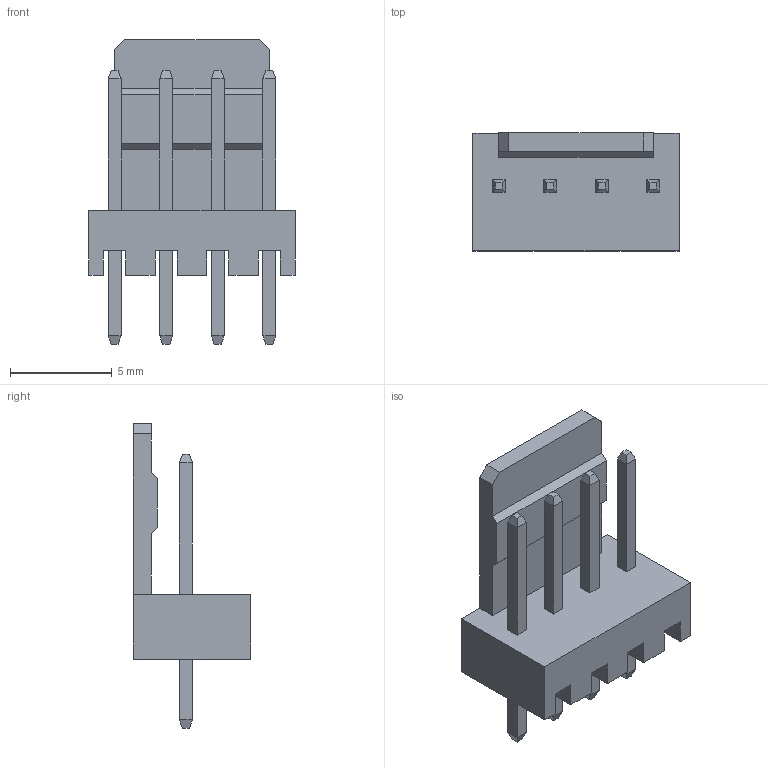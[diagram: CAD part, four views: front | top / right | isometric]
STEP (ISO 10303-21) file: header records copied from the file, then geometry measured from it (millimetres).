
FILE_DESCRIPTION (( 'STEP AP214' ), '1' );
FILE_NAME ('CONN-TH_4P-P2.54_HCTL_HC-2510-4A.step', '2022-07-29T17:21:25', ( '' ), ( '' ), 'SwSTEP 2.0', 'SolidWorks 2020', '' );
FILE_SCHEMA (( 'AUTOMOTIVE_DESIGN' ));
Length unit declared in the file: millimetre
Products named in the file (1): CONN-TH_4P-P2.54_HCTL_HC-2510-4A
Bounding box: 10.16 x 5.8 x 15 mm (x, y, z)
Volume: 239.8 mm3; surface area: 525.4 mm2
Topology: 14 solids, 14 shells, 394 faces, 1021 edges, 670 vertices
Faces by surface type: plane 282, bspline 112
Entity records: 16923 total; most frequent: CARTESIAN_POINT 4190, ORIENTED_EDGE 2042, DIRECTION 1359, EDGE_CURVE 1021, LINE 793, VECTOR 793, VERTEX_POINT 670, EDGE_LOOP 421
